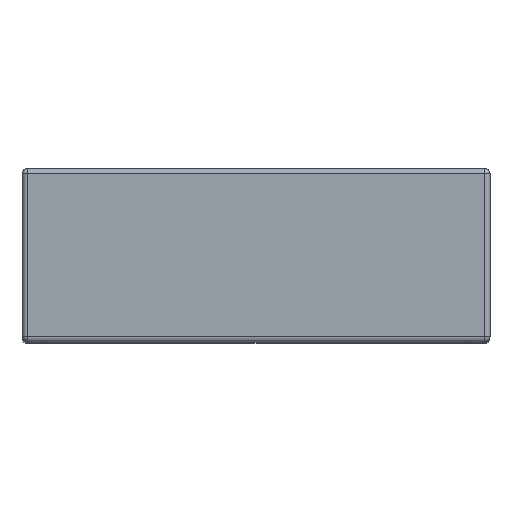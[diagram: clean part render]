
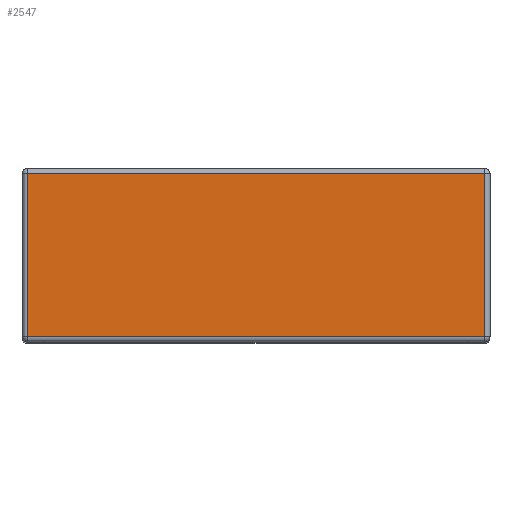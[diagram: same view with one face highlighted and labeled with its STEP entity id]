
A CAD part, top view. The second image highlights one B-rep face of the part: STEP entity #2547.
In plain terms, the highlighted planar face has unit normal (0, 0, 1).
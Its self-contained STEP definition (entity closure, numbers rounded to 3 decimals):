
#2 = CARTESIAN_POINT ( 'NONE',  ( 43.5, 15.5, 67. ) ) ;
#44 = EDGE_CURVE ( 'NONE', #1928, #880, #2087, .T. ) ;
#127 = EDGE_LOOP ( 'NONE', ( #2552, #578, #2955, #1472 ) ) ;
#187 = DIRECTION ( 'NONE',  ( -1., 0., 0. ) ) ;
#245 = VECTOR ( 'NONE', #1451, 1000. ) ;
#578 = ORIENTED_EDGE ( 'NONE', *, *, #600, .T. ) ;
#600 = EDGE_CURVE ( 'NONE', #880, #1148, #905, .T. ) ;
#650 = CARTESIAN_POINT ( 'NONE',  ( -43.5, 15.5, 67. ) ) ;
#687 = FACE_OUTER_BOUND ( 'NONE', #127, .T. ) ;
#707 = CARTESIAN_POINT ( 'NONE',  ( -43.5, 16.5, 67. ) ) ;
#880 = VERTEX_POINT ( 'NONE', #2 ) ;
#905 = LINE ( 'NONE', #1904, #1833 ) ;
#944 = EDGE_CURVE ( 'NONE', #2446, #1928, #3044, .T. ) ;
#1074 = CARTESIAN_POINT ( 'NONE',  ( 43.5, 16.5, 67. ) ) ;
#1082 = AXIS2_PLACEMENT_3D ( 'NONE', #2686, #1685, #187 ) ;
#1148 = VERTEX_POINT ( 'NONE', #650 ) ;
#1278 = CARTESIAN_POINT ( 'NONE',  ( -44.5, -15.5, 67. ) ) ;
#1304 = VECTOR ( 'NONE', #2070, 1000. ) ;
#1451 = DIRECTION ( 'NONE',  ( 0., -1., 0. ) ) ;
#1472 = ORIENTED_EDGE ( 'NONE', *, *, #944, .T. ) ;
#1546 = DIRECTION ( 'NONE',  ( 1., 0., 0. ) ) ;
#1650 = VECTOR ( 'NONE', #1546, 1000. ) ;
#1685 = DIRECTION ( 'NONE',  ( 0., 0., -1. ) ) ;
#1833 = VECTOR ( 'NONE', #2152, 1000. ) ;
#1904 = CARTESIAN_POINT ( 'NONE',  ( -44.5, 15.5, 67. ) ) ;
#1918 = LINE ( 'NONE', #707, #245 ) ;
#1928 = VERTEX_POINT ( 'NONE', #2820 ) ;
#1949 = PLANE ( 'NONE',  #1082 ) ;
#2070 = DIRECTION ( 'NONE',  ( 0., 1., 0. ) ) ;
#2087 = LINE ( 'NONE', #1074, #1304 ) ;
#2145 = EDGE_CURVE ( 'NONE', #1148, #2446, #1918, .T. ) ;
#2152 = DIRECTION ( 'NONE',  ( -1., 0., 0. ) ) ;
#2446 = VERTEX_POINT ( 'NONE', #3036 ) ;
#2547 = ADVANCED_FACE ( 'NONE', ( #687 ), #1949, .F. ) ;
#2552 = ORIENTED_EDGE ( 'NONE', *, *, #44, .T. ) ;
#2686 = CARTESIAN_POINT ( 'NONE',  ( -44.5, 16.5, 67. ) ) ;
#2820 = CARTESIAN_POINT ( 'NONE',  ( 43.5, -15.5, 67. ) ) ;
#2955 = ORIENTED_EDGE ( 'NONE', *, *, #2145, .T. ) ;
#3036 = CARTESIAN_POINT ( 'NONE',  ( -43.5, -15.5, 67. ) ) ;
#3044 = LINE ( 'NONE', #1278, #1650 ) ;
